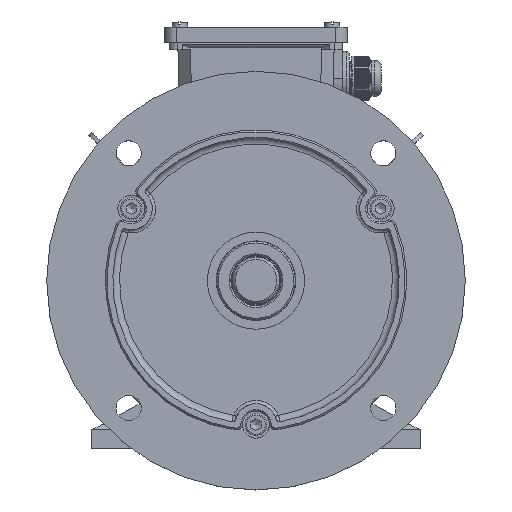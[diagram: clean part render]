
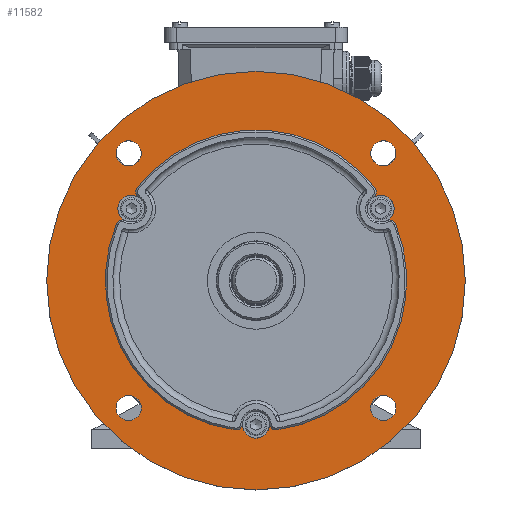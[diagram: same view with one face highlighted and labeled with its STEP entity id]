
A CAD part, top view. The second image highlights one B-rep face of the part: STEP entity #11582.
In plain terms, the highlighted planar face has unit normal (0, 0, 1).
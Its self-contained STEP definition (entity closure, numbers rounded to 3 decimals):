
#11582=ADVANCED_FACE('',(#30391,#30392,#30393,#30394,#30395,#30396),#15371,
 .F.);
#15371=PLANE('',#89386);
#30391=FACE_BOUND('',#33948,.T.);
#30392=FACE_BOUND('',#33949,.T.);
#30393=FACE_BOUND('',#33950,.T.);
#30394=FACE_BOUND('',#33951,.T.);
#30395=FACE_BOUND('',#33952,.T.);
#30396=FACE_BOUND('',#33953,.T.);
#33948=EDGE_LOOP('',(#49432));
#33949=EDGE_LOOP('',(#49433));
#33950=EDGE_LOOP('',(#49434,#49435,#49436,#49437,#49438,#49439,#49440,#49441,
#49442,#49443,#49444,#49445));
#33951=EDGE_LOOP('',(#49446));
#33952=EDGE_LOOP('',(#49447));
#33953=EDGE_LOOP('',(#49448));
#49432=ORIENTED_EDGE('',*,*,#75871,.F.);
#49433=ORIENTED_EDGE('',*,*,#75873,.F.);
#49434=ORIENTED_EDGE('',*,*,#75874,.F.);
#49435=ORIENTED_EDGE('',*,*,#75875,.T.);
#49436=ORIENTED_EDGE('',*,*,#75876,.F.);
#49437=ORIENTED_EDGE('',*,*,#75877,.T.);
#49438=ORIENTED_EDGE('',*,*,#75878,.F.);
#49439=ORIENTED_EDGE('',*,*,#75879,.T.);
#49440=ORIENTED_EDGE('',*,*,#75880,.F.);
#49441=ORIENTED_EDGE('',*,*,#75881,.T.);
#49442=ORIENTED_EDGE('',*,*,#75882,.F.);
#49443=ORIENTED_EDGE('',*,*,#75883,.T.);
#49444=ORIENTED_EDGE('',*,*,#75884,.F.);
#49445=ORIENTED_EDGE('',*,*,#75885,.T.);
#49446=ORIENTED_EDGE('',*,*,#75886,.T.);
#49447=ORIENTED_EDGE('',*,*,#75887,.F.);
#49448=ORIENTED_EDGE('',*,*,#75888,.T.);
#65605=VERTEX_POINT('',#140370);
#65607=VERTEX_POINT('',#140375);
#65608=VERTEX_POINT('',#140378);
#65609=VERTEX_POINT('',#140379);
#65610=VERTEX_POINT('',#140381);
#65611=VERTEX_POINT('',#140383);
#65612=VERTEX_POINT('',#140385);
#65613=VERTEX_POINT('',#140387);
#65614=VERTEX_POINT('',#140389);
#65615=VERTEX_POINT('',#140391);
#65616=VERTEX_POINT('',#140393);
#65617=VERTEX_POINT('',#140395);
#65618=VERTEX_POINT('',#140397);
#65619=VERTEX_POINT('',#140399);
#65620=VERTEX_POINT('',#140402);
#65621=VERTEX_POINT('',#140404);
#65622=VERTEX_POINT('',#140406);
#75871=EDGE_CURVE('',#65605,#65605,#83256,.T.);
#75873=EDGE_CURVE('',#65607,#65607,#83258,.T.);
#75874=EDGE_CURVE('',#65608,#65609,#83259,.T.);
#75875=EDGE_CURVE('',#65608,#65610,#83260,.T.);
#75876=EDGE_CURVE('',#65611,#65610,#83261,.T.);
#75877=EDGE_CURVE('',#65611,#65612,#83262,.T.);
#75878=EDGE_CURVE('',#65613,#65612,#83263,.T.);
#75879=EDGE_CURVE('',#65613,#65614,#83264,.T.);
#75880=EDGE_CURVE('',#65615,#65614,#83265,.T.);
#75881=EDGE_CURVE('',#65615,#65616,#83266,.T.);
#75882=EDGE_CURVE('',#65617,#65616,#83267,.T.);
#75883=EDGE_CURVE('',#65617,#65618,#83268,.T.);
#75884=EDGE_CURVE('',#65619,#65618,#83269,.T.);
#75885=EDGE_CURVE('',#65619,#65609,#83270,.T.);
#75886=EDGE_CURVE('',#65620,#65620,#83271,.T.);
#75887=EDGE_CURVE('',#65621,#65621,#83272,.T.);
#75888=EDGE_CURVE('',#65622,#65622,#83273,.T.);
#83256=CIRCLE('',#89366,7.5);
#83258=CIRCLE('',#89369,7.5);
#83259=CIRCLE('',#89371,8.);
#83260=CIRCLE('',#89372,4.);
#83261=CIRCLE('',#89373,90.);
#83262=CIRCLE('',#89374,4.);
#83263=CIRCLE('',#89375,8.);
#83264=CIRCLE('',#89376,4.);
#83265=CIRCLE('',#89377,90.);
#83266=CIRCLE('',#89378,4.);
#83267=CIRCLE('',#89379,8.);
#83268=CIRCLE('',#89380,4.);
#83269=CIRCLE('',#89381,90.);
#83270=CIRCLE('',#89382,4.);
#83271=CIRCLE('',#89383,125.);
#83272=CIRCLE('',#89384,7.5);
#83273=CIRCLE('',#89385,7.5);
#89366=AXIS2_PLACEMENT_3D('',#140369,#105291,#105292);
#89369=AXIS2_PLACEMENT_3D('',#140374,#105297,#105298);
#89371=AXIS2_PLACEMENT_3D('',#140377,#105301,#105302);
#89372=AXIS2_PLACEMENT_3D('',#140380,#105303,#105304);
#89373=AXIS2_PLACEMENT_3D('',#140382,#105305,#105306);
#89374=AXIS2_PLACEMENT_3D('',#140384,#105307,#105308);
#89375=AXIS2_PLACEMENT_3D('',#140386,#105309,#105310);
#89376=AXIS2_PLACEMENT_3D('',#140388,#105311,#105312);
#89377=AXIS2_PLACEMENT_3D('',#140390,#105313,#105314);
#89378=AXIS2_PLACEMENT_3D('',#140392,#105315,#105316);
#89379=AXIS2_PLACEMENT_3D('',#140394,#105317,#105318);
#89380=AXIS2_PLACEMENT_3D('',#140396,#105319,#105320);
#89381=AXIS2_PLACEMENT_3D('',#140398,#105321,#105322);
#89382=AXIS2_PLACEMENT_3D('',#140400,#105323,#105324);
#89383=AXIS2_PLACEMENT_3D('',#140401,#105325,#105326);
#89384=AXIS2_PLACEMENT_3D('',#140403,#105327,#105328);
#89385=AXIS2_PLACEMENT_3D('',#140405,#105329,#105330);
#89386=AXIS2_PLACEMENT_3D('',#140407,#105331,#105332);
#105291=DIRECTION('',(0.,0.,1.));
#105292=DIRECTION('',(-1.,0.,0.));
#105297=DIRECTION('',(0.,0.,1.));
#105298=DIRECTION('',(-1.,0.,0.));
#105301=DIRECTION('',(0.,0.,1.));
#105302=DIRECTION('',(-1.,0.,0.));
#105303=DIRECTION('',(0.,0.,-1.));
#105304=DIRECTION('',(-1.,0.,0.));
#105305=DIRECTION('',(0.,0.,1.));
#105306=DIRECTION('',(1.,0.,0.));
#105307=DIRECTION('',(0.,0.,-1.));
#105308=DIRECTION('',(-1.,0.,0.));
#105309=DIRECTION('',(0.,0.,1.));
#105310=DIRECTION('',(-1.,0.,0.));
#105311=DIRECTION('',(0.,0.,-1.));
#105312=DIRECTION('',(-1.,0.,0.));
#105313=DIRECTION('',(0.,0.,1.));
#105314=DIRECTION('',(1.,0.,0.));
#105315=DIRECTION('',(0.,0.,-1.));
#105316=DIRECTION('',(-1.,0.,0.));
#105317=DIRECTION('',(0.,0.,1.));
#105318=DIRECTION('',(-1.,0.,0.));
#105319=DIRECTION('',(0.,0.,-1.));
#105320=DIRECTION('',(-1.,0.,0.));
#105321=DIRECTION('',(0.,0.,1.));
#105322=DIRECTION('',(1.,0.,0.));
#105323=DIRECTION('',(0.,0.,-1.));
#105324=DIRECTION('',(-1.,0.,0.));
#105325=DIRECTION('',(0.,0.,1.));
#105326=DIRECTION('',(1.,0.,0.));
#105327=DIRECTION('',(0.,0.,1.));
#105328=DIRECTION('',(-1.,0.,0.));
#105329=DIRECTION('',(0.,0.,-1.));
#105330=DIRECTION('',(-1.,0.,0.));
#105331=DIRECTION('',(0.,0.,-1.));
#105332=DIRECTION('',(-1.,0.,0.));
#140369=CARTESIAN_POINT('',(76.014,-76.014,237.));
#140370=CARTESIAN_POINT('',(68.514,-76.014,237.));
#140374=CARTESIAN_POINT('',(-76.014,76.014,237.));
#140375=CARTESIAN_POINT('',(-83.514,76.014,237.));
#140377=CARTESIAN_POINT('',(0.,-86.,237.));
#140378=CARTESIAN_POINT('',(-7.981,-85.442,237.));
#140379=CARTESIAN_POINT('',(7.981,-85.442,237.));
#140380=CARTESIAN_POINT('',(-11.971,-85.163,237.));
#140381=CARTESIAN_POINT('',(-12.528,-89.124,237.));
#140382=CARTESIAN_POINT('',(0.,0.,237.));
#140383=CARTESIAN_POINT('',(-83.447,33.713,237.));
#140384=CARTESIAN_POINT('',(-79.739,32.214,237.));
#140385=CARTESIAN_POINT('',(-77.985,35.81,237.));
#140386=CARTESIAN_POINT('',(-74.478,43.,237.));
#140387=CARTESIAN_POINT('',(-70.005,49.632,237.));
#140388=CARTESIAN_POINT('',(-67.768,52.948,237.));
#140389=CARTESIAN_POINT('',(-70.92,55.411,237.));
#140390=CARTESIAN_POINT('',(0.,0.,237.));
#140391=CARTESIAN_POINT('',(70.92,55.411,237.));
#140392=CARTESIAN_POINT('',(67.768,52.948,237.));
#140393=CARTESIAN_POINT('',(70.005,49.632,237.));
#140394=CARTESIAN_POINT('',(74.478,43.,237.));
#140395=CARTESIAN_POINT('',(77.985,35.81,237.));
#140396=CARTESIAN_POINT('',(79.739,32.214,237.));
#140397=CARTESIAN_POINT('',(83.447,33.713,237.));
#140398=CARTESIAN_POINT('',(0.,0.,237.));
#140399=CARTESIAN_POINT('',(12.528,-89.124,237.));
#140400=CARTESIAN_POINT('',(11.971,-85.163,237.));
#140401=CARTESIAN_POINT('',(0.,0.,237.));
#140402=CARTESIAN_POINT('',(125.,0.,237.));
#140403=CARTESIAN_POINT('',(76.014,76.014,237.));
#140404=CARTESIAN_POINT('',(68.514,76.014,237.));
#140405=CARTESIAN_POINT('',(-76.014,-76.014,237.));
#140406=CARTESIAN_POINT('',(-83.514,-76.014,237.));
#140407=CARTESIAN_POINT('',(0.,125.,237.));
